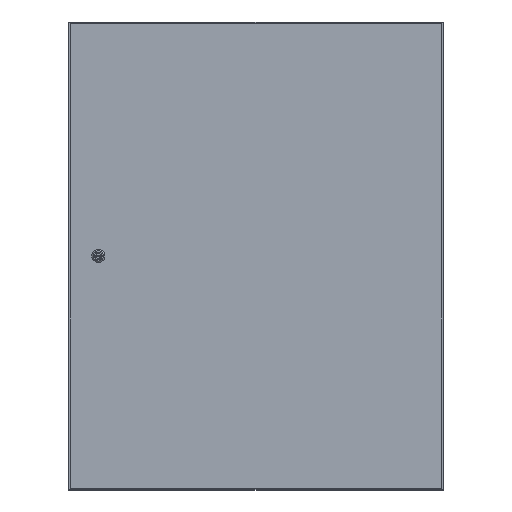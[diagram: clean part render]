
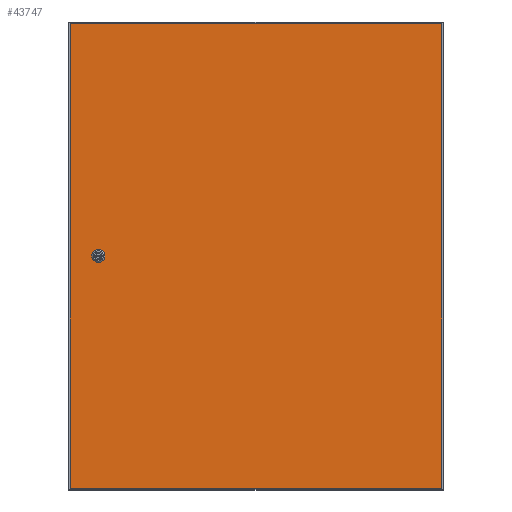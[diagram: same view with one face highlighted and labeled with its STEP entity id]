
A CAD part, top view. The second image highlights one B-rep face of the part: STEP entity #43747.
In plain terms, the highlighted planar face has unit normal (0, 0, 1).
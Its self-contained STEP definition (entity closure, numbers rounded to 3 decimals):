
#1294 = PLANE ( 'NONE',  #29793 ) ;
#1299 = VERTEX_POINT ( 'NONE', #46438 ) ;
#1429 = LINE ( 'NONE', #15092, #47107 ) ;
#2307 = CARTESIAN_POINT ( 'NONE',  ( 73.05, 494.944, 17. ) ) ;
#2467 = ORIENTED_EDGE ( 'NONE', *, *, #36132, .T. ) ;
#3258 = CIRCLE ( 'NONE', #30226, 11.25 ) ;
#3539 = VERTEX_POINT ( 'NONE', #48188 ) ;
#4923 = DIRECTION ( 'NONE',  ( 0., 0., 1. ) ) ;
#5441 = DIRECTION ( 'NONE',  ( -1., 0., 0. ) ) ;
#7443 = DIRECTION ( 'NONE',  ( 0., -1., 0. ) ) ;
#8095 = ORIENTED_EDGE ( 'NONE', *, *, #12315, .T. ) ;
#10142 = CARTESIAN_POINT ( 'NONE',  ( 3., 997., 17. ) ) ;
#10755 = DIRECTION ( 'NONE',  ( 1., 0., 0. ) ) ;
#11494 = EDGE_CURVE ( 'NONE', #57213, #48615, #31627, .T. ) ;
#11926 = ORIENTED_EDGE ( 'NONE', *, *, #36195, .F. ) ;
#12315 = EDGE_CURVE ( 'NONE', #3539, #48554, #1429, .T. ) ;
#13473 = VECTOR ( 'NONE', #32878, 1000. ) ;
#14095 = DIRECTION ( 'NONE',  ( 1., 0., 0. ) ) ;
#15092 = CARTESIAN_POINT ( 'NONE',  ( 3., 3., 17. ) ) ;
#15419 = VERTEX_POINT ( 'NONE', #22902 ) ;
#16043 = VERTEX_POINT ( 'NONE', #52547 ) ;
#16441 = CARTESIAN_POINT ( 'NONE',  ( 52.95, 505.056, 17. ) ) ;
#17588 = VERTEX_POINT ( 'NONE', #2307 ) ;
#18006 = ORIENTED_EDGE ( 'NONE', *, *, #26947, .T. ) ;
#18852 = ORIENTED_EDGE ( 'NONE', *, *, #53136, .F. ) ;
#19227 = CARTESIAN_POINT ( 'NONE',  ( 52.95, 494.944, 17. ) ) ;
#19582 = CARTESIAN_POINT ( 'NONE',  ( 57.944, 489.95, 17. ) ) ;
#20069 = LINE ( 'NONE', #41051, #13473 ) ;
#20314 = ORIENTED_EDGE ( 'NONE', *, *, #52955, .F. ) ;
#20541 = CARTESIAN_POINT ( 'NONE',  ( 63., 500., 17. ) ) ;
#21033 = VECTOR ( 'NONE', #5441, 1000. ) ;
#22402 = CARTESIAN_POINT ( 'NONE',  ( 63., 500., 17. ) ) ;
#22784 = VECTOR ( 'NONE', #30779, 1000. ) ;
#22902 = CARTESIAN_POINT ( 'NONE',  ( 68.056, 510.05, 17. ) ) ;
#25229 = EDGE_CURVE ( 'NONE', #48615, #43211, #27303, .T. ) ;
#26302 = AXIS2_PLACEMENT_3D ( 'NONE', #28552, #45200, #37288 ) ;
#26947 = EDGE_CURVE ( 'NONE', #38394, #46055, #31930, .T. ) ;
#27036 = DIRECTION ( 'NONE',  ( 1., 0., 0. ) ) ;
#27045 = EDGE_LOOP ( 'NONE', ( #2467, #8095, #47653, #18006 ) ) ;
#27257 = DIRECTION ( 'NONE',  ( 0., -1., 0. ) ) ;
#27303 = CIRCLE ( 'NONE', #45133, 11.25 ) ;
#27966 = DIRECTION ( 'NONE',  ( 0., 0., 1. ) ) ;
#28552 = CARTESIAN_POINT ( 'NONE',  ( 63., 500., 17. ) ) ;
#29513 = LINE ( 'NONE', #47890, #32998 ) ;
#29785 = ORIENTED_EDGE ( 'NONE', *, *, #55839, .F. ) ;
#29793 = AXIS2_PLACEMENT_3D ( 'NONE', #40925, #35647, #14095 ) ;
#30226 = AXIS2_PLACEMENT_3D ( 'NONE', #22402, #4923, #48366 ) ;
#30779 = DIRECTION ( 'NONE',  ( 0., 1., 0. ) ) ;
#30950 = EDGE_LOOP ( 'NONE', ( #48106, #29785, #20314, #18852, #34180, #53319, #11926, #47769 ) ) ;
#31296 = FACE_BOUND ( 'NONE', #30950, .T. ) ;
#31406 = LINE ( 'NONE', #48359, #45958 ) ;
#31627 = LINE ( 'NONE', #49441, #41776 ) ;
#31652 = CARTESIAN_POINT ( 'NONE',  ( 73.05, 494.944, 17. ) ) ;
#31930 = LINE ( 'NONE', #50038, #21033 ) ;
#32878 = DIRECTION ( 'NONE',  ( -1., 0., 0. ) ) ;
#32998 = VECTOR ( 'NONE', #56355, 1000. ) ;
#34180 = ORIENTED_EDGE ( 'NONE', *, *, #25229, .F. ) ;
#34958 = CARTESIAN_POINT ( 'NONE',  ( 73.05, 505.056, 17. ) ) ;
#35419 = LINE ( 'NONE', #31652, #22784 ) ;
#35647 = DIRECTION ( 'NONE',  ( 0., 0., 1. ) ) ;
#36132 = EDGE_CURVE ( 'NONE', #46055, #3539, #47384, .T. ) ;
#36195 = EDGE_CURVE ( 'NONE', #1299, #57213, #57262, .T. ) ;
#36249 = FACE_OUTER_BOUND ( 'NONE', #27045, .T. ) ;
#36716 = CARTESIAN_POINT ( 'NONE',  ( 63., 500., 17. ) ) ;
#36764 = VECTOR ( 'NONE', #7443, 1000. ) ;
#37288 = DIRECTION ( 'NONE',  ( 1., 0., 0. ) ) ;
#37460 = DIRECTION ( 'NONE',  ( 1., 0., 0. ) ) ;
#38394 = VERTEX_POINT ( 'NONE', #47108 ) ;
#38638 = AXIS2_PLACEMENT_3D ( 'NONE', #20541, #47654, #37460 ) ;
#40925 = CARTESIAN_POINT ( 'NONE',  ( 0., 0., 17. ) ) ;
#40963 = VERTEX_POINT ( 'NONE', #34958 ) ;
#41051 = CARTESIAN_POINT ( 'NONE',  ( 68.056, 510.05, 17. ) ) ;
#41776 = VECTOR ( 'NONE', #27257, 1000. ) ;
#43211 = VERTEX_POINT ( 'NONE', #19582 ) ;
#43747 = ADVANCED_FACE ( 'NONE', ( #31296, #36249 ), #1294, .T. ) ;
#45133 = AXIS2_PLACEMENT_3D ( 'NONE', #36716, #27966, #45779 ) ;
#45200 = DIRECTION ( 'NONE',  ( 0., 0., 1. ) ) ;
#45779 = DIRECTION ( 'NONE',  ( 1., 0., 0. ) ) ;
#45958 = VECTOR ( 'NONE', #27036, 1000. ) ;
#46037 = CARTESIAN_POINT ( 'NONE',  ( 797., 3., 17. ) ) ;
#46055 = VERTEX_POINT ( 'NONE', #10142 ) ;
#46438 = CARTESIAN_POINT ( 'NONE',  ( 57.944, 510.05, 17. ) ) ;
#47107 = VECTOR ( 'NONE', #10755, 1000. ) ;
#47108 = CARTESIAN_POINT ( 'NONE',  ( 797., 997., 17. ) ) ;
#47384 = LINE ( 'NONE', #50917, #36764 ) ;
#47653 = ORIENTED_EDGE ( 'NONE', *, *, #48346, .T. ) ;
#47654 = DIRECTION ( 'NONE',  ( 0., 0., 1. ) ) ;
#47769 = ORIENTED_EDGE ( 'NONE', *, *, #55503, .F. ) ;
#47890 = CARTESIAN_POINT ( 'NONE',  ( 797., 997., 17. ) ) ;
#48106 = ORIENTED_EDGE ( 'NONE', *, *, #54186, .F. ) ;
#48188 = CARTESIAN_POINT ( 'NONE',  ( 3., 3., 17. ) ) ;
#48346 = EDGE_CURVE ( 'NONE', #48554, #38394, #29513, .T. ) ;
#48359 = CARTESIAN_POINT ( 'NONE',  ( 68.056, 489.95, 17. ) ) ;
#48366 = DIRECTION ( 'NONE',  ( 1., 0., 0. ) ) ;
#48554 = VERTEX_POINT ( 'NONE', #46037 ) ;
#48615 = VERTEX_POINT ( 'NONE', #19227 ) ;
#49441 = CARTESIAN_POINT ( 'NONE',  ( 52.95, 494.944, 17. ) ) ;
#50038 = CARTESIAN_POINT ( 'NONE',  ( 3., 997., 17. ) ) ;
#50589 = CIRCLE ( 'NONE', #26302, 11.25 ) ;
#50917 = CARTESIAN_POINT ( 'NONE',  ( 3., 997., 17. ) ) ;
#52547 = CARTESIAN_POINT ( 'NONE',  ( 68.056, 489.95, 17. ) ) ;
#52955 = EDGE_CURVE ( 'NONE', #16043, #17588, #50589, .T. ) ;
#53136 = EDGE_CURVE ( 'NONE', #43211, #16043, #31406, .T. ) ;
#53319 = ORIENTED_EDGE ( 'NONE', *, *, #11494, .F. ) ;
#54186 = EDGE_CURVE ( 'NONE', #40963, #15419, #3258, .T. ) ;
#55503 = EDGE_CURVE ( 'NONE', #15419, #1299, #20069, .T. ) ;
#55839 = EDGE_CURVE ( 'NONE', #17588, #40963, #35419, .T. ) ;
#56355 = DIRECTION ( 'NONE',  ( 0., 1., 0. ) ) ;
#57213 = VERTEX_POINT ( 'NONE', #16441 ) ;
#57262 = CIRCLE ( 'NONE', #38638, 11.25 ) ;
